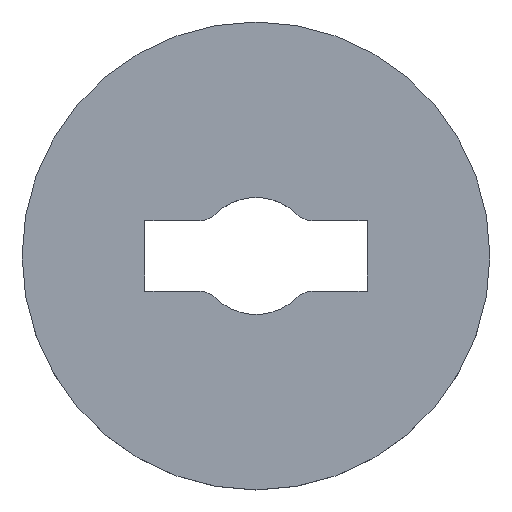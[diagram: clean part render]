
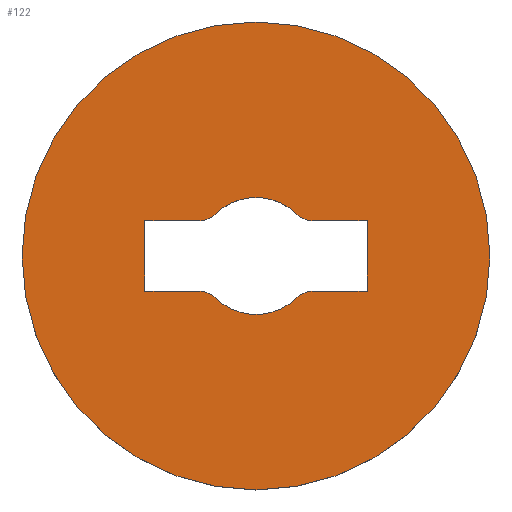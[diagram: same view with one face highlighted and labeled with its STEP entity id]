
A CAD part, top view. The second image highlights one B-rep face of the part: STEP entity #122.
In plain terms, the highlighted planar face has unit normal (0, 0, 1).
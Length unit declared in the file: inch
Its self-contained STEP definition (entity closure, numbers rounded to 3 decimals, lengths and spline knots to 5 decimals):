
#97=FACE_BOUND('',#157,.T.);
#98=FACE_BOUND('',#158,.T.);
#107=PLANE('',#391);
#122=ADVANCED_FACE('',(#97,#98),#107,.T.);
#157=EDGE_LOOP('',(#259));
#158=EDGE_LOOP('',(#260,#261,#262,#263,#264,#265,#266,#267,#268,#269,#270,
#271));
#167=LINE('',#503,#191);
#170=LINE('',#509,#194);
#173=LINE('',#515,#197);
#179=LINE('',#539,#203);
#182=LINE('',#545,#206);
#184=LINE('',#553,#208);
#191=VECTOR('',#419,1.);
#194=VECTOR('',#424,1.);
#197=VECTOR('',#429,1.);
#203=VECTOR('',#455,1.);
#206=VECTOR('',#460,1.);
#208=VECTOR('',#470,1.);
#259=ORIENTED_EDGE('',*,*,#345,.T.);
#260=ORIENTED_EDGE('',*,*,#313,.F.);
#261=ORIENTED_EDGE('',*,*,#317,.F.);
#262=ORIENTED_EDGE('',*,*,#320,.F.);
#263=ORIENTED_EDGE('',*,*,#323,.F.);
#264=ORIENTED_EDGE('',*,*,#326,.F.);
#265=ORIENTED_EDGE('',*,*,#329,.F.);
#266=ORIENTED_EDGE('',*,*,#332,.F.);
#267=ORIENTED_EDGE('',*,*,#335,.F.);
#268=ORIENTED_EDGE('',*,*,#338,.F.);
#269=ORIENTED_EDGE('',*,*,#341,.F.);
#270=ORIENTED_EDGE('',*,*,#344,.F.);
#271=ORIENTED_EDGE('',*,*,#348,.F.);
#287=VERTEX_POINT('',#482);
#288=VERTEX_POINT('',#484);
#290=VERTEX_POINT('',#490);
#292=VERTEX_POINT('',#496);
#294=VERTEX_POINT('',#502);
#296=VERTEX_POINT('',#508);
#298=VERTEX_POINT('',#514);
#300=VERTEX_POINT('',#520);
#302=VERTEX_POINT('',#526);
#304=VERTEX_POINT('',#532);
#306=VERTEX_POINT('',#538);
#308=VERTEX_POINT('',#544);
#309=VERTEX_POINT('',#548);
#313=EDGE_CURVE('',#287,#288,#350,.T.);
#317=EDGE_CURVE('',#290,#287,#352,.T.);
#320=EDGE_CURVE('',#292,#290,#354,.T.);
#323=EDGE_CURVE('',#294,#292,#167,.T.);
#326=EDGE_CURVE('',#296,#294,#170,.T.);
#329=EDGE_CURVE('',#298,#296,#173,.T.);
#332=EDGE_CURVE('',#300,#298,#356,.T.);
#335=EDGE_CURVE('',#302,#300,#358,.T.);
#338=EDGE_CURVE('',#304,#302,#360,.T.);
#341=EDGE_CURVE('',#306,#304,#179,.T.);
#344=EDGE_CURVE('',#308,#306,#182,.T.);
#345=EDGE_CURVE('',#309,#309,#361,.T.);
#348=EDGE_CURVE('',#288,#308,#184,.T.);
#350=CIRCLE('',#365,0.05);
#352=CIRCLE('',#368,0.125);
#354=CIRCLE('',#371,0.05);
#356=CIRCLE('',#377,0.05);
#358=CIRCLE('',#380,0.125);
#360=CIRCLE('',#383,0.05);
#361=CIRCLE('',#387,0.5);
#365=AXIS2_PLACEMENT_3D('',#483,#398,#399);
#368=AXIS2_PLACEMENT_3D('',#491,#406,#407);
#371=AXIS2_PLACEMENT_3D('',#497,#413,#414);
#377=AXIS2_PLACEMENT_3D('',#521,#435,#436);
#380=AXIS2_PLACEMENT_3D('',#527,#442,#443);
#383=AXIS2_PLACEMENT_3D('',#533,#449,#450);
#387=AXIS2_PLACEMENT_3D('',#547,#463,#464);
#391=AXIS2_PLACEMENT_3D('',#555,#473,#474);
#398=DIRECTION('',(0.,0.,-1.));
#399=DIRECTION('',(1.,0.,0.));
#406=DIRECTION('',(0.,0.,1.));
#407=DIRECTION('',(1.,0.,0.));
#413=DIRECTION('',(0.,0.,-1.));
#414=DIRECTION('',(1.,0.,0.));
#419=DIRECTION('',(-1.,0.,0.));
#424=DIRECTION('',(0.,1.,0.));
#429=DIRECTION('',(1.,0.,0.));
#435=DIRECTION('',(0.,0.,-1.));
#436=DIRECTION('',(1.,0.,0.));
#442=DIRECTION('',(0.,0.,1.));
#443=DIRECTION('',(1.,0.,0.));
#449=DIRECTION('',(0.,0.,-1.));
#450=DIRECTION('',(1.,0.,0.));
#455=DIRECTION('',(1.,0.,0.));
#460=DIRECTION('',(0.,-1.,0.));
#463=DIRECTION('',(0.,0.,1.));
#464=DIRECTION('',(1.,0.,0.));
#470=DIRECTION('',(-1.,0.,0.));
#473=DIRECTION('',(0.,0.,1.));
#474=DIRECTION('',(1.,0.,0.));
#482=CARTESIAN_POINT('',(-0.08748,0.08929,0.125));
#483=CARTESIAN_POINT('',(-0.12247,0.125,0.125));
#484=CARTESIAN_POINT('',(-0.12247,0.075,0.125));
#490=CARTESIAN_POINT('',(0.08748,0.08929,0.125));
#491=CARTESIAN_POINT('',(0.,0.,0.125));
#496=CARTESIAN_POINT('',(0.12247,0.075,0.125));
#497=CARTESIAN_POINT('',(0.12247,0.125,0.125));
#502=CARTESIAN_POINT('',(0.2375,0.075,0.125));
#503=CARTESIAN_POINT('',(0.2375,0.075,0.125));
#508=CARTESIAN_POINT('',(0.2375,-0.075,0.125));
#509=CARTESIAN_POINT('',(0.2375,-0.075,0.125));
#514=CARTESIAN_POINT('',(0.12247,-0.075,0.125));
#515=CARTESIAN_POINT('',(0.12247,-0.075,0.125));
#520=CARTESIAN_POINT('',(0.08748,-0.08929,0.125));
#521=CARTESIAN_POINT('',(0.12247,-0.125,0.125));
#526=CARTESIAN_POINT('',(-0.08748,-0.08929,0.125));
#527=CARTESIAN_POINT('',(0.,0.,0.125));
#532=CARTESIAN_POINT('',(-0.12247,-0.075,0.125));
#533=CARTESIAN_POINT('',(-0.12247,-0.125,0.125));
#538=CARTESIAN_POINT('',(-0.2375,-0.075,0.125));
#539=CARTESIAN_POINT('',(-0.2375,-0.075,0.125));
#544=CARTESIAN_POINT('',(-0.2375,0.075,0.125));
#545=CARTESIAN_POINT('',(-0.2375,0.075,0.125));
#547=CARTESIAN_POINT('',(0.,0.,0.125));
#548=CARTESIAN_POINT('',(0.5,0.,0.125));
#553=CARTESIAN_POINT('',(-0.12247,0.075,0.125));
#555=CARTESIAN_POINT('',(0.,0.,0.125));
